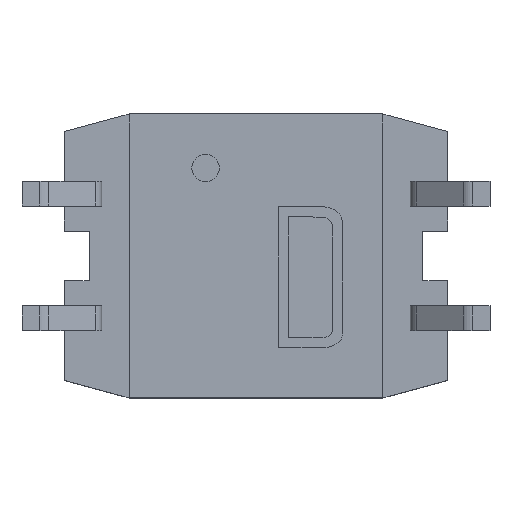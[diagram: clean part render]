
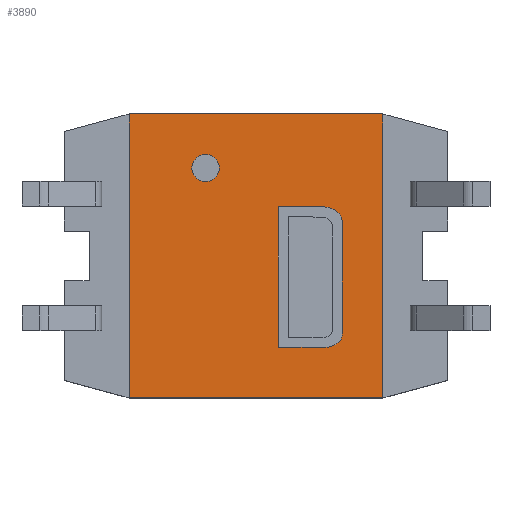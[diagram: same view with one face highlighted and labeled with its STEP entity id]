
A CAD part, top view. The second image highlights one B-rep face of the part: STEP entity #3890.
In plain terms, the highlighted planar face has unit normal (0, 0, 1).
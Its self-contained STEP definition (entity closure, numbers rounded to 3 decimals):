
#47=B_SPLINE_CURVE_WITH_KNOTS('',3,(#25879,#25880,#25881,#25882),
 .UNSPECIFIED.,.F.,.F.,(4,4),(0.181,0.536),
 .UNSPECIFIED.);
#48=B_SPLINE_CURVE_WITH_KNOTS('',3,(#25885,#25886,#25887,#25888,#25889,
#25890,#25891),.UNSPECIFIED.,.F.,.F.,(4,3,4),(0.536,0.643,
0.666),.UNSPECIFIED.);
#49=B_SPLINE_CURVE_WITH_KNOTS('',3,(#25893,#25894,#25895,#25896,#25897,
#25898,#25899),.UNSPECIFIED.,.F.,.F.,(4,3,4),(0.666,0.725,
1.),.UNSPECIFIED.);
#50=B_SPLINE_CURVE_WITH_KNOTS('',3,(#25901,#25902,#25903,#25904,#25905,
#25906,#25907,#25908,#25909,#25910),.UNSPECIFIED.,.F.,.F.,(4,3,3,4),(0.,
0.03,0.061,0.181),.UNSPECIFIED.);
#59=LINE('',#25869,#308);
#60=LINE('',#25872,#309);
#61=LINE('',#25874,#310);
#62=LINE('',#25876,#311);
#308=VECTOR('',#5548,1000.);
#309=VECTOR('',#5549,1000.);
#310=VECTOR('',#5550,1000.);
#311=VECTOR('',#5551,1000.);
#561=PLANE('',#5052);
#978=ORIENTED_EDGE('',*,*,#1756,.T.);
#979=ORIENTED_EDGE('',*,*,#1757,.T.);
#980=ORIENTED_EDGE('',*,*,#1758,.T.);
#981=ORIENTED_EDGE('',*,*,#1759,.T.);
#982=ORIENTED_EDGE('',*,*,#1760,.T.);
#983=ORIENTED_EDGE('',*,*,#1761,.T.);
#984=ORIENTED_EDGE('',*,*,#1762,.T.);
#985=ORIENTED_EDGE('',*,*,#1763,.T.);
#986=ORIENTED_EDGE('',*,*,#1764,.T.);
#1756=EDGE_CURVE('',#2226,#2227,#59,.T.);
#1757=EDGE_CURVE('',#2227,#2228,#60,.T.);
#1758=EDGE_CURVE('',#2228,#2229,#61,.T.);
#1759=EDGE_CURVE('',#2229,#2226,#62,.T.);
#1760=EDGE_CURVE('',#2230,#2230,#2593,.T.);
#1761=EDGE_CURVE('',#2231,#2232,#47,.T.);
#1762=EDGE_CURVE('',#2232,#2233,#48,.T.);
#1763=EDGE_CURVE('',#2233,#2234,#49,.T.);
#1764=EDGE_CURVE('',#2234,#2231,#50,.T.);
#2226=VERTEX_POINT('',#25870);
#2227=VERTEX_POINT('',#25871);
#2228=VERTEX_POINT('',#25873);
#2229=VERTEX_POINT('',#25875);
#2230=VERTEX_POINT('',#25878);
#2231=VERTEX_POINT('',#25883);
#2232=VERTEX_POINT('',#25884);
#2233=VERTEX_POINT('',#25892);
#2234=VERTEX_POINT('',#25900);
#2593=CIRCLE('',#5053,0.275);
#2964=EDGE_LOOP('',(#978,#979,#980,#981));
#2965=EDGE_LOOP('',(#982));
#2966=EDGE_LOOP('',(#983,#984,#985,#986));
#3427=FACE_BOUND('',#2964,.T.);
#3428=FACE_BOUND('',#2965,.T.);
#3429=FACE_BOUND('',#2966,.T.);
#3890=ADVANCED_FACE('',(#3427,#3428,#3429),#561,.T.);
#5052=AXIS2_PLACEMENT_3D('',#25868,#5546,#5547);
#5053=AXIS2_PLACEMENT_3D('',#25877,#5552,#5553);
#5546=DIRECTION('',(0.,0.,1.));
#5547=DIRECTION('',(1.,0.,0.));
#5548=DIRECTION('',(1.,0.,0.));
#5549=DIRECTION('',(0.,1.,0.));
#5550=DIRECTION('',(-1.,0.,0.));
#5551=DIRECTION('',(0.,-1.,0.));
#5552=DIRECTION('',(0.,0.,-1.));
#5553=DIRECTION('',(1.,0.,0.));
#25868=CARTESIAN_POINT('',(0.,0.,0.));
#25869=CARTESIAN_POINT('',(-2.55,-2.85,0.));
#25870=CARTESIAN_POINT('',(-2.55,-2.85,0.));
#25871=CARTESIAN_POINT('',(2.55,-2.85,0.));
#25872=CARTESIAN_POINT('',(2.55,-2.85,0.));
#25873=CARTESIAN_POINT('',(2.55,2.85,0.));
#25874=CARTESIAN_POINT('',(2.55,2.85,0.));
#25875=CARTESIAN_POINT('',(-2.55,2.85,0.));
#25876=CARTESIAN_POINT('',(-2.55,2.85,0.));
#25877=CARTESIAN_POINT('',(-1.013,1.764,0.));
#25878=CARTESIAN_POINT('',(-0.738,1.764,0.));
#25879=CARTESIAN_POINT('',(0.444,-1.837,0.));
#25880=CARTESIAN_POINT('',(0.444,-0.896,0.));
#25881=CARTESIAN_POINT('',(0.444,0.044,0.));
#25882=CARTESIAN_POINT('',(0.444,0.985,0.));
#25883=CARTESIAN_POINT('',(0.444,-1.837,0.));
#25884=CARTESIAN_POINT('',(0.444,0.985,0.));
#25885=CARTESIAN_POINT('',(0.444,0.985,0.));
#25886=CARTESIAN_POINT('',(0.728,0.985,0.));
#25887=CARTESIAN_POINT('',(1.012,0.985,0.));
#25888=CARTESIAN_POINT('',(1.296,0.985,0.));
#25889=CARTESIAN_POINT('',(1.392,0.985,0.));
#25890=CARTESIAN_POINT('',(1.454,0.979,0.));
#25891=CARTESIAN_POINT('',(1.48,0.966,0.));
#25892=CARTESIAN_POINT('',(1.48,0.966,0.));
#25893=CARTESIAN_POINT('',(1.48,0.966,0.));
#25894=CARTESIAN_POINT('',(1.652,0.92,0.));
#25895=CARTESIAN_POINT('',(1.737,0.804,0.));
#25896=CARTESIAN_POINT('',(1.737,0.623,0.));
#25897=CARTESIAN_POINT('',(1.737,-0.106,0.));
#25898=CARTESIAN_POINT('',(1.737,-0.835,0.));
#25899=CARTESIAN_POINT('',(1.737,-1.564,0.));
#25900=CARTESIAN_POINT('',(1.737,-1.564,0.));
#25901=CARTESIAN_POINT('',(1.737,-1.564,0.));
#25902=CARTESIAN_POINT('',(1.737,-1.645,0.));
#25903=CARTESIAN_POINT('',(1.7,-1.713,0.));
#25904=CARTESIAN_POINT('',(1.624,-1.765,0.));
#25905=CARTESIAN_POINT('',(1.554,-1.813,0.));
#25906=CARTESIAN_POINT('',(1.477,-1.837,0.));
#25907=CARTESIAN_POINT('',(1.392,-1.837,0.));
#25908=CARTESIAN_POINT('',(1.076,-1.837,0.));
#25909=CARTESIAN_POINT('',(0.76,-1.837,0.));
#25910=CARTESIAN_POINT('',(0.444,-1.837,0.));
